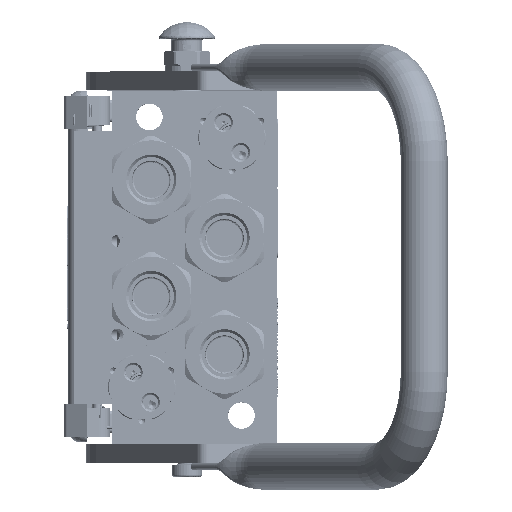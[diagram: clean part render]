
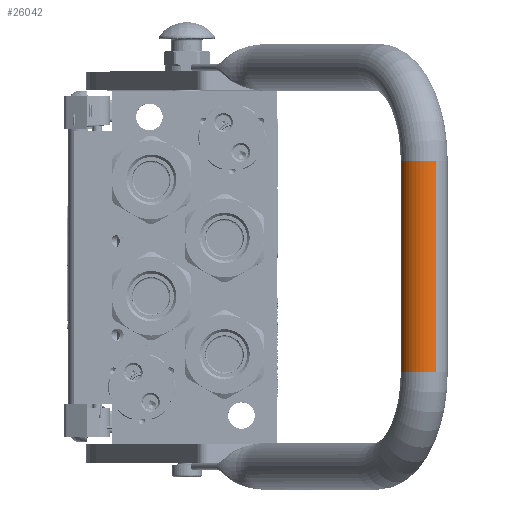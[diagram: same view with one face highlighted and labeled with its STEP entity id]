
A CAD part, top view. The second image highlights one B-rep face of the part: STEP entity #26042.
In plain terms, the highlighted cylindrical face has radius 12.5 mm (diameter 25 mm), a partial arc.
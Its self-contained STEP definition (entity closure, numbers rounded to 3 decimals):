
#3322 = CARTESIAN_POINT ( 'NONE',  ( 56.25, 0., 167.5 ) ) ;
#6235 = VECTOR ( 'NONE', #9772, 1000. ) ;
#9772 = DIRECTION ( 'NONE',  ( 1., 0., 0. ) ) ;
#12953 = ORIENTED_EDGE ( 'NONE', *, *, #107773, .F. ) ;
#20992 = DIRECTION ( 'NONE',  ( 1., 0., 0. ) ) ;
#23082 = CARTESIAN_POINT ( 'NONE',  ( -56.25, 0., 180. ) ) ;
#26042 = ADVANCED_FACE ( 'NONE', ( #141261 ), #35903, .T. ) ;
#27774 = EDGE_CURVE ( 'NONE', #43243, #172325, #65809, .T. ) ;
#35903 = CYLINDRICAL_SURFACE ( 'NONE', #95347, 12.5 ) ;
#42722 = DIRECTION ( 'NONE',  ( 0., 0., 1. ) ) ;
#43243 = VERTEX_POINT ( 'NONE', #101206 ) ;
#45234 = CARTESIAN_POINT ( 'NONE',  ( 56.25, 0., 155. ) ) ;
#51409 = ORIENTED_EDGE ( 'NONE', *, *, #27774, .F. ) ;
#52220 = AXIS2_PLACEMENT_3D ( 'NONE', #3322, #103122, #59046 ) ;
#53439 = CARTESIAN_POINT ( 'NONE',  ( -56.25, 0., 167.5 ) ) ;
#54331 = VECTOR ( 'NONE', #20992, 1000. ) ;
#57988 = CARTESIAN_POINT ( 'NONE',  ( -56.25, 0., 167.5 ) ) ;
#59046 = DIRECTION ( 'NONE',  ( 0., 0., 1. ) ) ;
#65809 = CIRCLE ( 'NONE', #52220, 12.5 ) ;
#68050 = DIRECTION ( 'NONE',  ( -1., 0., 0. ) ) ;
#68801 = EDGE_CURVE ( 'NONE', #174913, #172325, #102485, .T. ) ;
#74023 = ORIENTED_EDGE ( 'NONE', *, *, #68801, .T. ) ;
#91847 = VERTEX_POINT ( 'NONE', #23082 ) ;
#95347 = AXIS2_PLACEMENT_3D ( 'NONE', #53439, #68050, #166143 ) ;
#98340 = LINE ( 'NONE', #178802, #6235 ) ;
#98626 = AXIS2_PLACEMENT_3D ( 'NONE', #57988, #157270, #42722 ) ;
#101206 = CARTESIAN_POINT ( 'NONE',  ( 56.25, 0., 180. ) ) ;
#102485 = LINE ( 'NONE', #159568, #54331 ) ;
#103122 = DIRECTION ( 'NONE',  ( 1., 0., 0. ) ) ;
#107773 = EDGE_CURVE ( 'NONE', #91847, #43243, #98340, .T. ) ;
#137726 = EDGE_CURVE ( 'NONE', #91847, #174913, #166854, .T. ) ;
#141261 = FACE_OUTER_BOUND ( 'NONE', #146951, .T. ) ;
#146951 = EDGE_LOOP ( 'NONE', ( #74023, #51409, #12953, #175205 ) ) ;
#150068 = CARTESIAN_POINT ( 'NONE',  ( -56.25, 0., 155. ) ) ;
#157270 = DIRECTION ( 'NONE',  ( 1., 0., 0. ) ) ;
#159568 = CARTESIAN_POINT ( 'NONE',  ( -56.25, 0., 155. ) ) ;
#166143 = DIRECTION ( 'NONE',  ( 0., 0., -1. ) ) ;
#166854 = CIRCLE ( 'NONE', #98626, 12.5 ) ;
#172325 = VERTEX_POINT ( 'NONE', #45234 ) ;
#174913 = VERTEX_POINT ( 'NONE', #150068 ) ;
#175205 = ORIENTED_EDGE ( 'NONE', *, *, #137726, .T. ) ;
#178802 = CARTESIAN_POINT ( 'NONE',  ( -56.25, 0., 180. ) ) ;
